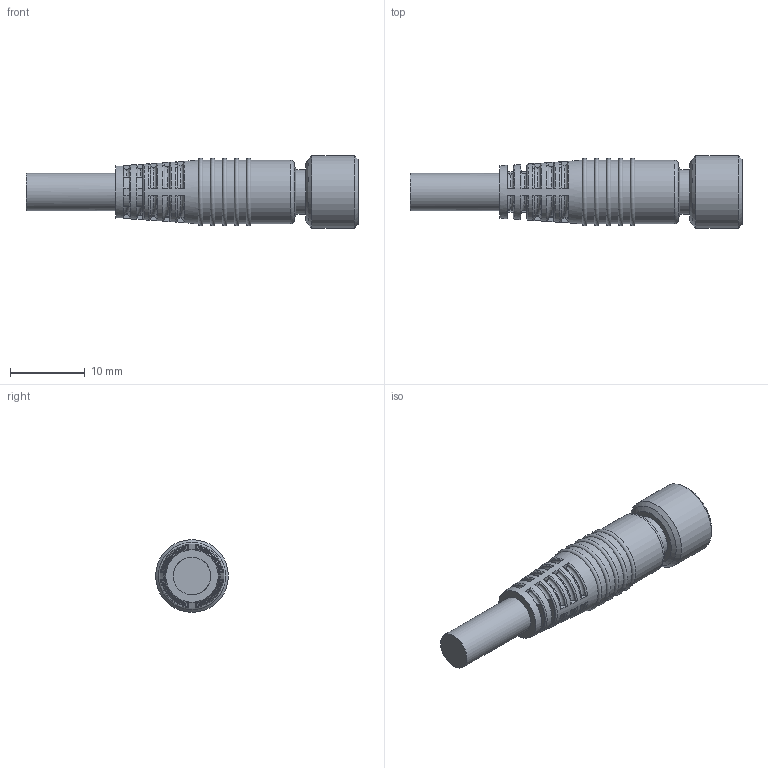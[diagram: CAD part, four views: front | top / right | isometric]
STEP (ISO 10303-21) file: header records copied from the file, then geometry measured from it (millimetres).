
FILE_DESCRIPTION(/* description */ (''),/* implementation_level */ '2;1');
FILE_NAME(/* name */ '00-7180-0145_bg.stp',/* time_stamp */ '2009-10-23T09:40:38+02:00',/* author */ (''),/* organization */ (''),/* preprocessor_version */ 'ST-DEVELOPER v11',/* originating_system */ 'UGS - NX 5.0',/* authorisation */ '');
FILE_SCHEMA (('CONFIG_CONTROL_DESIGN'));
Length unit declared in the file: millimetre
Products named in the file (1): kborCC03yhna
Bounding box: 44.3 x 9.7 x 9.7 mm (x, y, z)
Volume: 1890.7 mm3; surface area: 1597.9 mm2
Topology: 1 solids, 1 shells, 316 faces, 843 edges, 544 vertices
Faces by surface type: plane 139, torus 74, cone 39, cylinder 38, bspline 12, extrusion 12, sphere 2
Full cylindrical faces by diameter (mm): 0.75 x6, 0.8 x6, 5 x1, 6 x1, 6.8 x1, 8.1 x1, 8.5 x5, 9.7 x1
Entity records: 11569 total; most frequent: CARTESIAN_POINT 4436, ORIENTED_EDGE 1492, DIRECTION 1365, EDGE_CURVE 746, AXIS2_PLACEMENT_3D 592, VERTEX_POINT 507, EDGE_LOOP 381, ADVANCED_FACE 314
